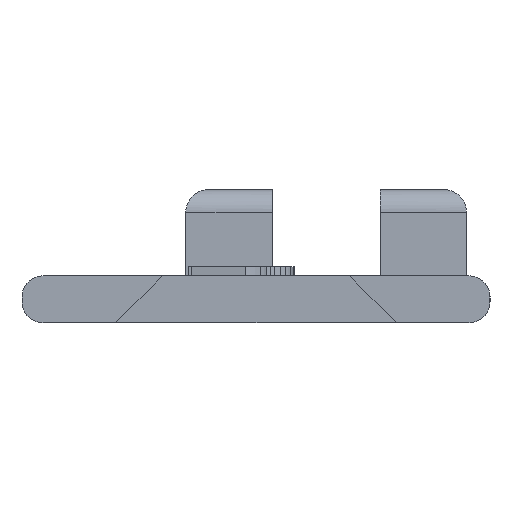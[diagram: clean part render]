
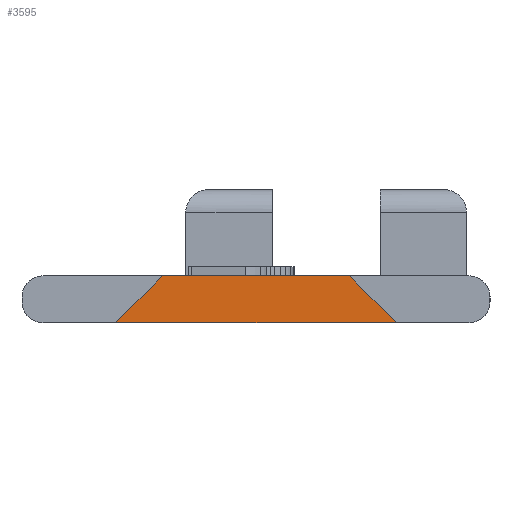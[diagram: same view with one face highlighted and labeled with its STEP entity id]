
A CAD part, left-side view. The second image highlights one B-rep face of the part: STEP entity #3595.
In plain terms, the highlighted planar face has unit normal (-1, 0, 0).
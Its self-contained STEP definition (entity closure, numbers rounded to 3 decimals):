
#101 = PLANE('',#102);
#102 = AXIS2_PLACEMENT_3D('',#103,#104,#105);
#103 = CARTESIAN_POINT('',(0.,50.,-1.));
#104 = DIRECTION('',(0.,0.,1.));
#105 = DIRECTION('',(1.,0.,0.));
#129 = PLANE('',#130);
#130 = AXIS2_PLACEMENT_3D('',#131,#132,#133);
#131 = CARTESIAN_POINT('',(-2.,54.,-1.));
#132 = DIRECTION('',(-0.,0.707,-0.707));
#133 = DIRECTION('',(0.,-0.707,-0.707));
#157 = PLANE('',#158);
#158 = AXIS2_PLACEMENT_3D('',#159,#160,#161);
#159 = CARTESIAN_POINT('',(0.,50.,1.));
#160 = DIRECTION('',(0.,0.,1.));
#161 = DIRECTION('',(1.,0.,0.));
#527 = VERTEX_POINT('',#528);
#528 = CARTESIAN_POINT('',(-2.,64.,1.));
#542 = PLANE('',#543);
#543 = AXIS2_PLACEMENT_3D('',#544,#545,#546);
#544 = CARTESIAN_POINT('',(-2.,64.,1.));
#545 = DIRECTION('',(0.,-0.707,-0.707));
#546 = DIRECTION('',(0.,-0.707,0.707));
#554 = EDGE_CURVE('',#555,#527,#557,.T.);
#555 = VERTEX_POINT('',#556);
#556 = CARTESIAN_POINT('',(-2.,56.,1.));
#557 = SURFACE_CURVE('',#558,(#562,#569),.PCURVE_S1.);
#558 = LINE('',#559,#560);
#559 = CARTESIAN_POINT('',(-2.,56.,1.));
#560 = VECTOR('',#561,1.);
#561 = DIRECTION('',(-0.,1.,-0.));
#562 = PCURVE('',#157,#563);
#563 = DEFINITIONAL_REPRESENTATION('',(#564),#568);
#564 = LINE('',#565,#566);
#565 = CARTESIAN_POINT('',(-2.,6.));
#566 = VECTOR('',#567,1.);
#567 = DIRECTION('',(0.,1.));
#568 = ( GEOMETRIC_REPRESENTATION_CONTEXT(2) 
PARAMETRIC_REPRESENTATION_CONTEXT() REPRESENTATION_CONTEXT('2D SPACE',''
  ) );
#569 = PCURVE('',#570,#575);
#570 = PLANE('',#571);
#571 = AXIS2_PLACEMENT_3D('',#572,#573,#574);
#572 = CARTESIAN_POINT('',(-2.,60.,-0.156));
#573 = DIRECTION('',(1.,-0.,-0.));
#574 = DIRECTION('',(0.,0.,1.));
#575 = DEFINITIONAL_REPRESENTATION('',(#576),#580);
#576 = LINE('',#577,#578);
#577 = CARTESIAN_POINT('',(1.156,4.));
#578 = VECTOR('',#579,1.);
#579 = DIRECTION('',(-0.,-1.));
#580 = ( GEOMETRIC_REPRESENTATION_CONTEXT(2) 
PARAMETRIC_REPRESENTATION_CONTEXT() REPRESENTATION_CONTEXT('2D SPACE',''
  ) );
#3230 = VERTEX_POINT('',#3231);
#3231 = CARTESIAN_POINT('',(-2.,54.,-1.));
#3254 = EDGE_CURVE('',#3230,#555,#3255,.T.);
#3255 = SURFACE_CURVE('',#3256,(#3260,#3267),.PCURVE_S1.);
#3256 = LINE('',#3257,#3258);
#3257 = CARTESIAN_POINT('',(-2.,54.,-1.));
#3258 = VECTOR('',#3259,1.);
#3259 = DIRECTION('',(-0.,0.707,0.707));
#3260 = PCURVE('',#129,#3261);
#3261 = DEFINITIONAL_REPRESENTATION('',(#3262),#3266);
#3262 = LINE('',#3263,#3264);
#3263 = CARTESIAN_POINT('',(-0.,-0.));
#3264 = VECTOR('',#3265,1.);
#3265 = DIRECTION('',(-1.,-0.));
#3266 = ( GEOMETRIC_REPRESENTATION_CONTEXT(2) 
PARAMETRIC_REPRESENTATION_CONTEXT() REPRESENTATION_CONTEXT('2D SPACE',''
  ) );
#3267 = PCURVE('',#570,#3268);
#3268 = DEFINITIONAL_REPRESENTATION('',(#3269),#3273);
#3269 = LINE('',#3270,#3271);
#3270 = CARTESIAN_POINT('',(-0.844,6.));
#3271 = VECTOR('',#3272,1.);
#3272 = DIRECTION('',(0.707,-0.707));
#3273 = ( GEOMETRIC_REPRESENTATION_CONTEXT(2) 
PARAMETRIC_REPRESENTATION_CONTEXT() REPRESENTATION_CONTEXT('2D SPACE',''
  ) );
#3469 = VERTEX_POINT('',#3470);
#3470 = CARTESIAN_POINT('',(-2.,66.,-1.));
#3491 = EDGE_CURVE('',#3469,#3230,#3492,.T.);
#3492 = SURFACE_CURVE('',#3493,(#3497,#3504),.PCURVE_S1.);
#3493 = LINE('',#3494,#3495);
#3494 = CARTESIAN_POINT('',(-2.,66.,-1.));
#3495 = VECTOR('',#3496,1.);
#3496 = DIRECTION('',(-0.,-1.,-0.));
#3497 = PCURVE('',#101,#3498);
#3498 = DEFINITIONAL_REPRESENTATION('',(#3499),#3503);
#3499 = LINE('',#3500,#3501);
#3500 = CARTESIAN_POINT('',(-2.,16.));
#3501 = VECTOR('',#3502,1.);
#3502 = DIRECTION('',(0.,-1.));
#3503 = ( GEOMETRIC_REPRESENTATION_CONTEXT(2) 
PARAMETRIC_REPRESENTATION_CONTEXT() REPRESENTATION_CONTEXT('2D SPACE',''
  ) );
#3504 = PCURVE('',#570,#3505);
#3505 = DEFINITIONAL_REPRESENTATION('',(#3506),#3510);
#3506 = LINE('',#3507,#3508);
#3507 = CARTESIAN_POINT('',(-0.844,-6.));
#3508 = VECTOR('',#3509,1.);
#3509 = DIRECTION('',(-0.,1.));
#3510 = ( GEOMETRIC_REPRESENTATION_CONTEXT(2) 
PARAMETRIC_REPRESENTATION_CONTEXT() REPRESENTATION_CONTEXT('2D SPACE',''
  ) );
#3595 = ADVANCED_FACE('',(#3596),#570,.F.);
#3596 = FACE_BOUND('',#3597,.T.);
#3597 = EDGE_LOOP('',(#3598,#3599,#3600,#3621));
#3598 = ORIENTED_EDGE('',*,*,#3254,.T.);
#3599 = ORIENTED_EDGE('',*,*,#554,.T.);
#3600 = ORIENTED_EDGE('',*,*,#3601,.T.);
#3601 = EDGE_CURVE('',#527,#3469,#3602,.T.);
#3602 = SURFACE_CURVE('',#3603,(#3607,#3614),.PCURVE_S1.);
#3603 = LINE('',#3604,#3605);
#3604 = CARTESIAN_POINT('',(-2.,64.,1.));
#3605 = VECTOR('',#3606,1.);
#3606 = DIRECTION('',(-0.,0.707,-0.707));
#3607 = PCURVE('',#570,#3608);
#3608 = DEFINITIONAL_REPRESENTATION('',(#3609),#3613);
#3609 = LINE('',#3610,#3611);
#3610 = CARTESIAN_POINT('',(1.156,-4.));
#3611 = VECTOR('',#3612,1.);
#3612 = DIRECTION('',(-0.707,-0.707));
#3613 = ( GEOMETRIC_REPRESENTATION_CONTEXT(2) 
PARAMETRIC_REPRESENTATION_CONTEXT() REPRESENTATION_CONTEXT('2D SPACE',''
  ) );
#3614 = PCURVE('',#542,#3615);
#3615 = DEFINITIONAL_REPRESENTATION('',(#3616),#3620);
#3616 = LINE('',#3617,#3618);
#3617 = CARTESIAN_POINT('',(-0.,-0.));
#3618 = VECTOR('',#3619,1.);
#3619 = DIRECTION('',(-1.,0.));
#3620 = ( GEOMETRIC_REPRESENTATION_CONTEXT(2) 
PARAMETRIC_REPRESENTATION_CONTEXT() REPRESENTATION_CONTEXT('2D SPACE',''
  ) );
#3621 = ORIENTED_EDGE('',*,*,#3491,.T.);
